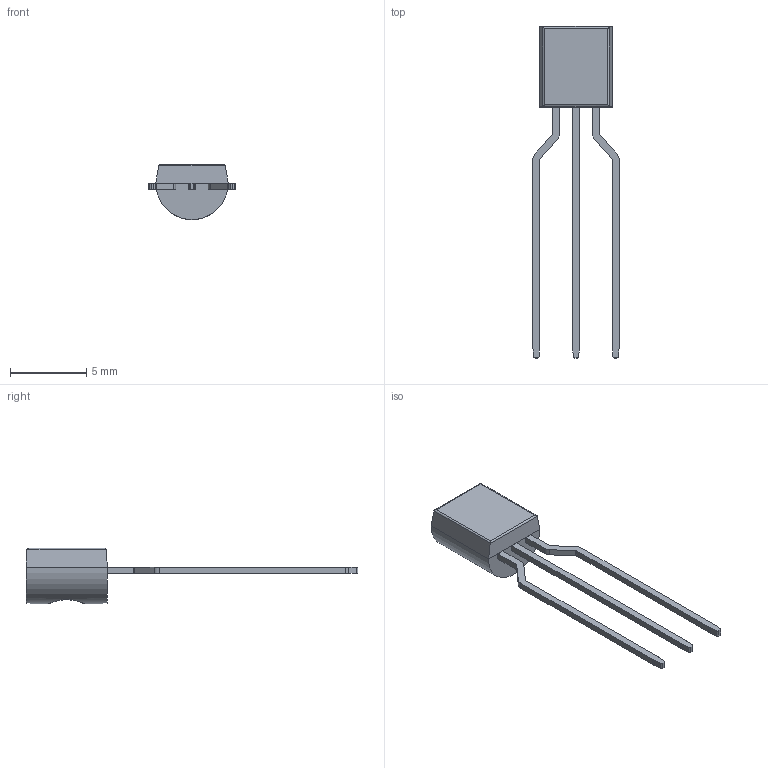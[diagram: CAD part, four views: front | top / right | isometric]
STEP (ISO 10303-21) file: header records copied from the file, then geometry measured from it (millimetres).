
FILE_DESCRIPTION (( 'STEP AP214' ), '1' );
FILE_NAME ('135AR.STEP', '2024-06-03T14:09:58', ( 'LENOVO' ), ( '' ), 'SwSTEP 2.0', 'SolidWorks 2021', '' );
FILE_SCHEMA (( 'AUTOMOTIVE_DESIGN' ));
Length unit declared in the file: millimetre
Products named in the file (2): 135AR_135AR; 135AR
Assembly tree (1 placements, depth 2):
  135AR
    135AR_135AR
Bounding box: 5.66 x 21.77 x 3.62 mm (x, y, z)
Volume: 86 mm3; surface area: 192.1 mm2
Topology: 4 solids, 4 shells, 67 faces, 170 edges, 112 vertices
Faces by surface type: plane 39, cylinder 26, bspline 2
Entity records: 2271 total; most frequent: CARTESIAN_POINT 555, ORIENTED_EDGE 340, DIRECTION 340, EDGE_CURVE 170, LINE 114, VECTOR 114, AXIS2_PLACEMENT_3D 113, VERTEX_POINT 112
